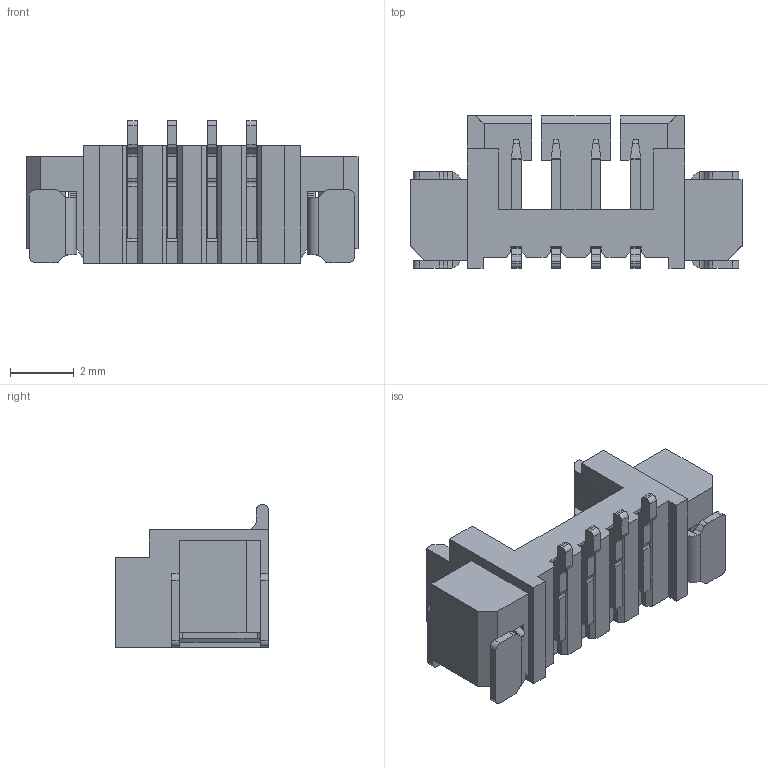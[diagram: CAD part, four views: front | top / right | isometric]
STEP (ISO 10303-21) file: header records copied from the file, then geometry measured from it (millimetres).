
FILE_DESCRIPTION(/* description */ (''),/* implementation_level */ '2;1');
FILE_NAME(/* name */ '6666',/* time_stamp */ '2018-03-23T16:05:08+08:00',/* author */ (''),/* organization */ (''),/* preprocessor_version */ 'ST-DEVELOPER v9',/* originating_system */ 'UGS - NX 4.0',/* authorisation */ '');
FILE_SCHEMA (('AUTOMOTIVE_DESIGN { 1 0 10303 214 1 1 1 1 }'));
Length unit declared in the file: millimetre
Products named in the file (1): AdmiAADF1a8h
Bounding box: 10.45 x 4.8 x 4.48 mm (x, y, z)
Volume: 84.1 mm3; surface area: 307.6 mm2
Topology: 1 solids, 1 shells, 369 faces, 1105 edges, 728 vertices
Faces by surface type: plane 265, cylinder 104
Entity records: 12521 total; most frequent: CARTESIAN_POINT 2357, ORIENTED_EDGE 2210, DIRECTION 2031, EDGE_CURVE 1105, LINE 875, VECTOR 875, VERTEX_POINT 728, AXIS2_PLACEMENT_3D 578
